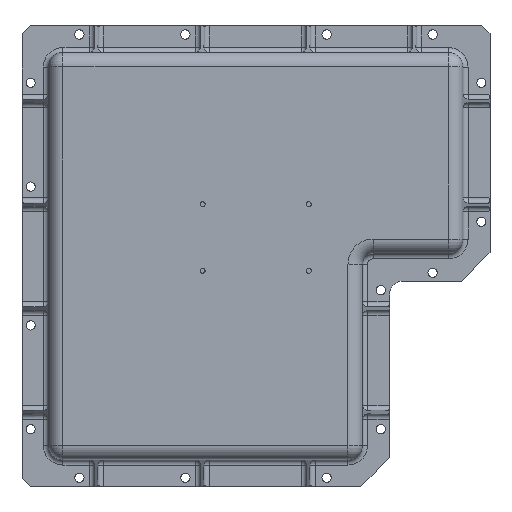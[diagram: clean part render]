
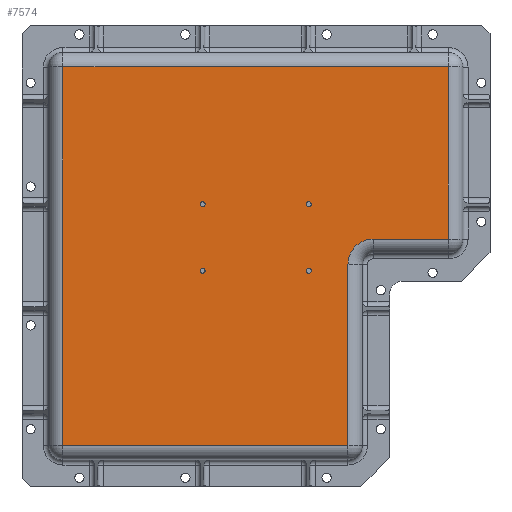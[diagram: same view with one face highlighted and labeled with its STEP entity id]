
A CAD part, top view. The second image highlights one B-rep face of the part: STEP entity #7574.
In plain terms, the highlighted planar face has unit normal (0, 0, 1).
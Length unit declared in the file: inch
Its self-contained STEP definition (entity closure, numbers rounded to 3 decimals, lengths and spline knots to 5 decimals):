
#109 = FACE_BOUND ( 'NONE', #12191, .T. ) ;
#253 = DIRECTION ( 'NONE',  ( 0., 0., 1. ) ) ;
#258 = AXIS2_PLACEMENT_3D ( 'NONE', #11082, #4485, #896 ) ;
#350 = CARTESIAN_POINT ( 'NONE',  ( 0.711, -7.289, 1.985 ) ) ;
#518 = CARTESIAN_POINT ( 'NONE',  ( 3.135, -3.105, 1.985 ) ) ;
#594 = EDGE_LOOP ( 'NONE', ( #6249, #9737 ) ) ;
#873 = CARTESIAN_POINT ( 'NONE',  ( 7.403, -3.709, 1.985 ) ) ;
#896 = DIRECTION ( 'NONE',  ( 1., 0., 0. ) ) ;
#984 = FACE_BOUND ( 'NONE', #5732, .T. ) ;
#1040 = PLANE ( 'NONE',  #1278 ) ;
#1080 = VECTOR ( 'NONE', #10843, 39.37008 ) ;
#1208 = EDGE_CURVE ( 'NONE', #4805, #6740, #7530, .T. ) ;
#1244 = AXIS2_PLACEMENT_3D ( 'NONE', #518, #11883, #3365 ) ;
#1278 = AXIS2_PLACEMENT_3D ( 'NONE', #5621, #3944, #5806 ) ;
#1311 = VERTEX_POINT ( 'NONE', #4350 ) ;
#1399 = ORIENTED_EDGE ( 'NONE', *, *, #3909, .T. ) ;
#1421 = CARTESIAN_POINT ( 'NONE',  ( 3.135, -4.261, 1.985 ) ) ;
#1618 = ORIENTED_EDGE ( 'NONE', *, *, #7719, .T. ) ;
#1673 = EDGE_CURVE ( 'NONE', #9413, #1838, #8013, .T. ) ;
#1838 = VERTEX_POINT ( 'NONE', #873 ) ;
#1901 = ORIENTED_EDGE ( 'NONE', *, *, #4157, .F. ) ;
#2120 = VERTEX_POINT ( 'NONE', #7551 ) ;
#2268 = CARTESIAN_POINT ( 'NONE',  ( 5.659, -4.146, 1.985 ) ) ;
#2402 = CARTESIAN_POINT ( 'NONE',  ( 5.659, -7.289, 1.985 ) ) ;
#2617 = CARTESIAN_POINT ( 'NONE',  ( 0.711, -0.721, 1.985 ) ) ;
#2906 = ORIENTED_EDGE ( 'NONE', *, *, #11307, .F. ) ;
#3038 = AXIS2_PLACEMENT_3D ( 'NONE', #4898, #3099, #10617 ) ;
#3099 = DIRECTION ( 'NONE',  ( 0., 0., 1. ) ) ;
#3106 = CIRCLE ( 'NONE', #11651, 0.043 ) ;
#3122 = LINE ( 'NONE', #6199, #12259 ) ;
#3365 = DIRECTION ( 'NONE',  ( 1., 0., 0. ) ) ;
#3518 = ORIENTED_EDGE ( 'NONE', *, *, #12101, .F. ) ;
#3575 = CARTESIAN_POINT ( 'NONE',  ( 5.021, -3.105, 1.985 ) ) ;
#3671 = LINE ( 'NONE', #6777, #10823 ) ;
#3797 = CARTESIAN_POINT ( 'NONE',  ( 3.092, -3.105, 1.985 ) ) ;
#3822 = CIRCLE ( 'NONE', #258, 0.043 ) ;
#3909 = EDGE_CURVE ( 'NONE', #1838, #1311, #6382, .T. ) ;
#3944 = DIRECTION ( 'NONE',  ( 0., 0., -1. ) ) ;
#4080 = CARTESIAN_POINT ( 'NONE',  ( 3.092, -4.261, 1.985 ) ) ;
#4089 = AXIS2_PLACEMENT_3D ( 'NONE', #1421, #7130, #5194 ) ;
#4157 = EDGE_CURVE ( 'NONE', #10279, #12287, #7195, .T. ) ;
#4213 = DIRECTION ( 'NONE',  ( 1., 0., 0. ) ) ;
#4350 = CARTESIAN_POINT ( 'NONE',  ( 7.403, -0.721, 1.985 ) ) ;
#4424 = CARTESIAN_POINT ( 'NONE',  ( 5.659, -7.289, 1.985 ) ) ;
#4485 = DIRECTION ( 'NONE',  ( 0., 0., 1. ) ) ;
#4700 = FACE_OUTER_BOUND ( 'NONE', #7488, .T. ) ;
#4805 = VERTEX_POINT ( 'NONE', #5026 ) ;
#4806 = EDGE_CURVE ( 'NONE', #9792, #5421, #9608, .T. ) ;
#4898 = CARTESIAN_POINT ( 'NONE',  ( 3.135, -4.261, 1.985 ) ) ;
#4930 = VERTEX_POINT ( 'NONE', #9180 ) ;
#5026 = CARTESIAN_POINT ( 'NONE',  ( 3.178, -3.105, 1.985 ) ) ;
#5139 = DIRECTION ( 'NONE',  ( 1., 0., 0. ) ) ;
#5194 = DIRECTION ( 'NONE',  ( 1., 0., 0. ) ) ;
#5212 = ORIENTED_EDGE ( 'NONE', *, *, #1208, .F. ) ;
#5303 = CARTESIAN_POINT ( 'NONE',  ( 6.096, -4.146, 1.985 ) ) ;
#5421 = VERTEX_POINT ( 'NONE', #3575 ) ;
#5621 = CARTESIAN_POINT ( 'NONE',  ( 0.711, -0.721, 1.985 ) ) ;
#5674 = VERTEX_POINT ( 'NONE', #4424 ) ;
#5732 = EDGE_LOOP ( 'NONE', ( #2906, #11836 ) ) ;
#5751 = VERTEX_POINT ( 'NONE', #9148 ) ;
#5806 = DIRECTION ( 'NONE',  ( -1., 0., 0. ) ) ;
#5856 = CARTESIAN_POINT ( 'NONE',  ( 3.178, -4.261, 1.985 ) ) ;
#6167 = ORIENTED_EDGE ( 'NONE', *, *, #11146, .T. ) ;
#6186 = CIRCLE ( 'NONE', #1244, 0.043 ) ;
#6189 = LINE ( 'NONE', #2402, #7057 ) ;
#6193 = EDGE_CURVE ( 'NONE', #4930, #9413, #7253, .T. ) ;
#6199 = CARTESIAN_POINT ( 'NONE',  ( 0.711, -7.289, 1.985 ) ) ;
#6249 = ORIENTED_EDGE ( 'NONE', *, *, #9493, .F. ) ;
#6260 = AXIS2_PLACEMENT_3D ( 'NONE', #8760, #253, #4213 ) ;
#6294 = ORIENTED_EDGE ( 'NONE', *, *, #1673, .T. ) ;
#6382 = LINE ( 'NONE', #8934, #9416 ) ;
#6393 = CARTESIAN_POINT ( 'NONE',  ( 4.978, -4.261, 1.985 ) ) ;
#6427 = AXIS2_PLACEMENT_3D ( 'NONE', #7943, #9819, #5139 ) ;
#6474 = ORIENTED_EDGE ( 'NONE', *, *, #9740, .T. ) ;
#6740 = VERTEX_POINT ( 'NONE', #3797 ) ;
#6777 = CARTESIAN_POINT ( 'NONE',  ( 0.711, -0.721, 1.985 ) ) ;
#6878 = LINE ( 'NONE', #2268, #1080 ) ;
#6978 = DIRECTION ( 'NONE',  ( 1., 0., 0. ) ) ;
#7057 = VECTOR ( 'NONE', #9990, 39.37008 ) ;
#7081 = DIRECTION ( 'NONE',  ( 0., -1., 0. ) ) ;
#7130 = DIRECTION ( 'NONE',  ( 0., 0., 1. ) ) ;
#7195 = CIRCLE ( 'NONE', #3038, 0.043 ) ;
#7219 = DIRECTION ( 'NONE',  ( 0., 0., 1. ) ) ;
#7253 = CIRCLE ( 'NONE', #9842, 0.437 ) ;
#7269 = DIRECTION ( 'NONE',  ( 1., 0., 0. ) ) ;
#7386 = DIRECTION ( 'NONE',  ( 0., 0., 1. ) ) ;
#7488 = EDGE_LOOP ( 'NONE', ( #6294, #1399, #11928, #6167, #6474, #1618, #9481 ) ) ;
#7530 = CIRCLE ( 'NONE', #8528, 0.043 ) ;
#7551 = CARTESIAN_POINT ( 'NONE',  ( 5.021, -4.261, 1.985 ) ) ;
#7574 = ADVANCED_FACE ( 'NONE', ( #7688, #109, #984, #11353, #4700 ), #1040, .F. ) ;
#7653 = DIRECTION ( 'NONE',  ( -1., 0., 0. ) ) ;
#7675 = CIRCLE ( 'NONE', #6260, 0.043 ) ;
#7688 = FACE_BOUND ( 'NONE', #594, .T. ) ;
#7719 = EDGE_CURVE ( 'NONE', #5674, #4930, #6878, .T. ) ;
#7868 = CIRCLE ( 'NONE', #4089, 0.043 ) ;
#7920 = VERTEX_POINT ( 'NONE', #2617 ) ;
#7943 = CARTESIAN_POINT ( 'NONE',  ( 4.978, -3.105, 1.985 ) ) ;
#8013 = LINE ( 'NONE', #9884, #9156 ) ;
#8387 = EDGE_LOOP ( 'NONE', ( #5212, #3518 ) ) ;
#8528 = AXIS2_PLACEMENT_3D ( 'NONE', #8962, #7219, #6978 ) ;
#8648 = CARTESIAN_POINT ( 'NONE',  ( 6.096, -3.709, 1.985 ) ) ;
#8760 = CARTESIAN_POINT ( 'NONE',  ( 4.978, -3.105, 1.985 ) ) ;
#8934 = CARTESIAN_POINT ( 'NONE',  ( 7.403, -0.721, 1.985 ) ) ;
#8962 = CARTESIAN_POINT ( 'NONE',  ( 3.135, -3.105, 1.985 ) ) ;
#9059 = DIRECTION ( 'NONE',  ( 0., 1., 0. ) ) ;
#9148 = CARTESIAN_POINT ( 'NONE',  ( 4.935, -4.261, 1.985 ) ) ;
#9156 = VECTOR ( 'NONE', #10995, 39.37008 ) ;
#9180 = CARTESIAN_POINT ( 'NONE',  ( 5.659, -4.146, 1.985 ) ) ;
#9313 = CARTESIAN_POINT ( 'NONE',  ( 4.935, -3.105, 1.985 ) ) ;
#9368 = EDGE_CURVE ( 'NONE', #1311, #7920, #3671, .T. ) ;
#9413 = VERTEX_POINT ( 'NONE', #8648 ) ;
#9416 = VECTOR ( 'NONE', #9059, 39.37008 ) ;
#9481 = ORIENTED_EDGE ( 'NONE', *, *, #6193, .T. ) ;
#9493 = EDGE_CURVE ( 'NONE', #5421, #9792, #7675, .T. ) ;
#9608 = CIRCLE ( 'NONE', #6427, 0.043 ) ;
#9737 = ORIENTED_EDGE ( 'NONE', *, *, #4806, .F. ) ;
#9739 = EDGE_CURVE ( 'NONE', #12287, #10279, #7868, .T. ) ;
#9740 = EDGE_CURVE ( 'NONE', #11960, #5674, #6189, .T. ) ;
#9792 = VERTEX_POINT ( 'NONE', #9313 ) ;
#9819 = DIRECTION ( 'NONE',  ( 0., 0., 1. ) ) ;
#9842 = AXIS2_PLACEMENT_3D ( 'NONE', #5303, #10036, #11162 ) ;
#9884 = CARTESIAN_POINT ( 'NONE',  ( 7.403, -3.709, 1.985 ) ) ;
#9990 = DIRECTION ( 'NONE',  ( 1., 0., 0. ) ) ;
#10036 = DIRECTION ( 'NONE',  ( 0., 0., -1. ) ) ;
#10082 = ORIENTED_EDGE ( 'NONE', *, *, #9739, .F. ) ;
#10279 = VERTEX_POINT ( 'NONE', #4080 ) ;
#10617 = DIRECTION ( 'NONE',  ( 1., 0., 0. ) ) ;
#10823 = VECTOR ( 'NONE', #7653, 39.37008 ) ;
#10843 = DIRECTION ( 'NONE',  ( 0., 1., 0. ) ) ;
#10995 = DIRECTION ( 'NONE',  ( 1., 0., 0. ) ) ;
#11082 = CARTESIAN_POINT ( 'NONE',  ( 4.978, -4.261, 1.985 ) ) ;
#11146 = EDGE_CURVE ( 'NONE', #7920, #11960, #3122, .T. ) ;
#11162 = DIRECTION ( 'NONE',  ( -1., 0., 0. ) ) ;
#11307 = EDGE_CURVE ( 'NONE', #2120, #5751, #3106, .T. ) ;
#11353 = FACE_BOUND ( 'NONE', #8387, .T. ) ;
#11651 = AXIS2_PLACEMENT_3D ( 'NONE', #6393, #7386, #7269 ) ;
#11836 = ORIENTED_EDGE ( 'NONE', *, *, #12177, .F. ) ;
#11883 = DIRECTION ( 'NONE',  ( 0., 0., 1. ) ) ;
#11928 = ORIENTED_EDGE ( 'NONE', *, *, #9368, .T. ) ;
#11960 = VERTEX_POINT ( 'NONE', #350 ) ;
#12101 = EDGE_CURVE ( 'NONE', #6740, #4805, #6186, .T. ) ;
#12177 = EDGE_CURVE ( 'NONE', #5751, #2120, #3822, .T. ) ;
#12191 = EDGE_LOOP ( 'NONE', ( #10082, #1901 ) ) ;
#12259 = VECTOR ( 'NONE', #7081, 39.37008 ) ;
#12287 = VERTEX_POINT ( 'NONE', #5856 ) ;
